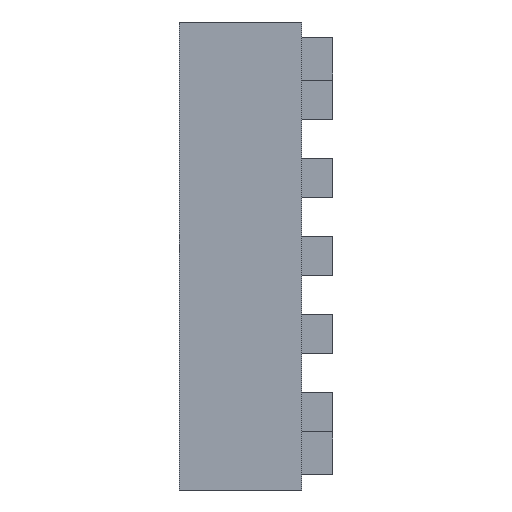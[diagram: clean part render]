
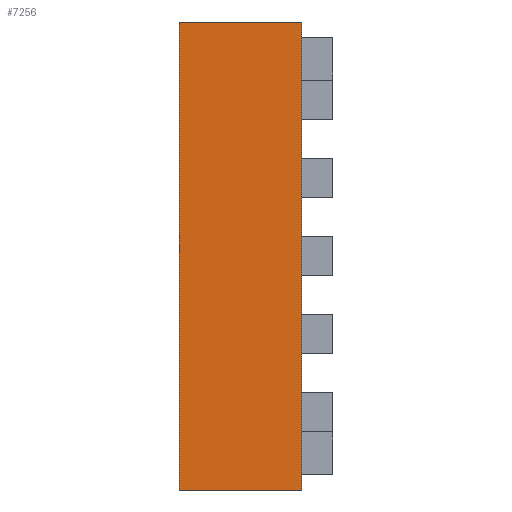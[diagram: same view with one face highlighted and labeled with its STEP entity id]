
A CAD part, left-side view. The second image highlights one B-rep face of the part: STEP entity #7256.
In plain terms, the highlighted planar face has unit normal (-1, 0, 0).
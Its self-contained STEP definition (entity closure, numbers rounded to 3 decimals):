
#86 = VECTOR ( 'NONE', #1739, 1000. ) ;
#97 = LINE ( 'NONE', #7033, #4304 ) ;
#175 = DIRECTION ( 'NONE',  ( 0., 0., 1. ) ) ;
#365 = VECTOR ( 'NONE', #175, 1000. ) ;
#367 = VERTEX_POINT ( 'NONE', #6007 ) ;
#732 = CARTESIAN_POINT ( 'NONE',  ( -1.5, 0.785, 1.5 ) ) ;
#788 = FACE_OUTER_BOUND ( 'NONE', #4420, .T. ) ;
#878 = CARTESIAN_POINT ( 'NONE',  ( -1.5, 0.785, 1.5 ) ) ;
#917 = CARTESIAN_POINT ( 'NONE',  ( -1.5, 0., -1.5 ) ) ;
#1252 = DIRECTION ( 'NONE',  ( 0., -1., 0. ) ) ;
#1358 = CARTESIAN_POINT ( 'NONE',  ( -1.5, 0.785, 1.5 ) ) ;
#1544 = VERTEX_POINT ( 'NONE', #3678 ) ;
#1711 = ORIENTED_EDGE ( 'NONE', *, *, #6338, .T. ) ;
#1739 = DIRECTION ( 'NONE',  ( 0., -1., 0. ) ) ;
#2165 = PLANE ( 'NONE',  #6577 ) ;
#2765 = EDGE_CURVE ( 'NONE', #7947, #367, #8212, .T. ) ;
#2912 = VECTOR ( 'NONE', #4412, 1000. ) ;
#3303 = ORIENTED_EDGE ( 'NONE', *, *, #6281, .F. ) ;
#3678 = CARTESIAN_POINT ( 'NONE',  ( -1.5, 0.785, -1.5 ) ) ;
#4304 = VECTOR ( 'NONE', #1252, 1000. ) ;
#4412 = DIRECTION ( 'NONE',  ( 0., 0., 1. ) ) ;
#4420 = EDGE_LOOP ( 'NONE', ( #7211, #3303, #5573, #1711 ) ) ;
#4735 = DIRECTION ( 'NONE',  ( 1., 0., 0. ) ) ;
#5111 = LINE ( 'NONE', #7677, #86 ) ;
#5573 = ORIENTED_EDGE ( 'NONE', *, *, #7430, .F. ) ;
#5620 = CARTESIAN_POINT ( 'NONE',  ( -1.5, 0., 1.5 ) ) ;
#6007 = CARTESIAN_POINT ( 'NONE',  ( -1.5, 0., 1.5 ) ) ;
#6032 = DIRECTION ( 'NONE',  ( 0., 0., -1. ) ) ;
#6061 = VERTEX_POINT ( 'NONE', #878 ) ;
#6281 = EDGE_CURVE ( 'NONE', #6061, #367, #5111, .T. ) ;
#6338 = EDGE_CURVE ( 'NONE', #1544, #7947, #97, .T. ) ;
#6577 = AXIS2_PLACEMENT_3D ( 'NONE', #1358, #4735, #6032 ) ;
#7033 = CARTESIAN_POINT ( 'NONE',  ( -1.5, 0.785, -1.5 ) ) ;
#7211 = ORIENTED_EDGE ( 'NONE', *, *, #2765, .T. ) ;
#7250 = LINE ( 'NONE', #732, #365 ) ;
#7256 = ADVANCED_FACE ( 'NONE', ( #788 ), #2165, .F. ) ;
#7430 = EDGE_CURVE ( 'NONE', #1544, #6061, #7250, .T. ) ;
#7677 = CARTESIAN_POINT ( 'NONE',  ( -1.5, 0.785, 1.5 ) ) ;
#7947 = VERTEX_POINT ( 'NONE', #917 ) ;
#8212 = LINE ( 'NONE', #5620, #2912 ) ;
